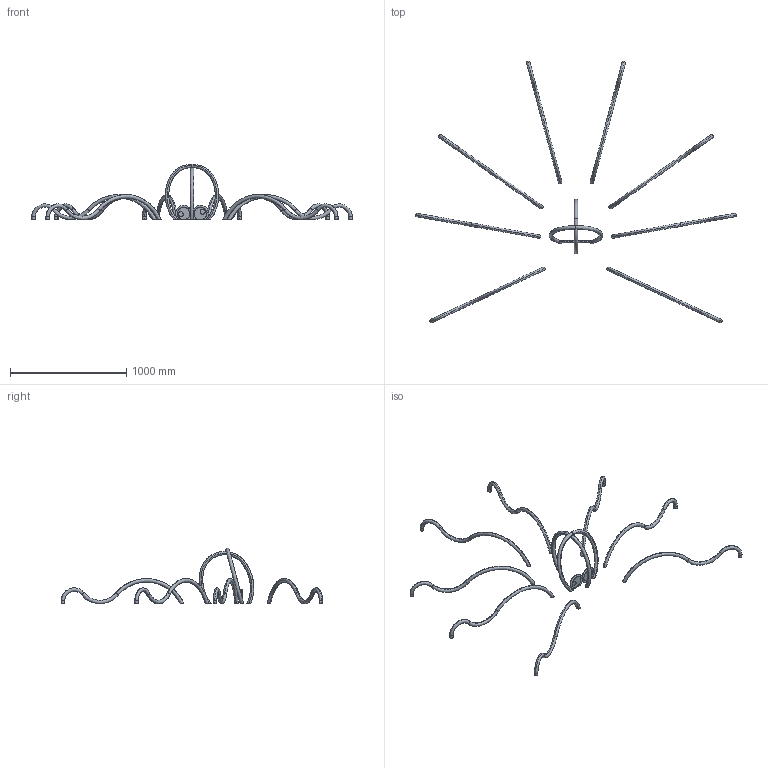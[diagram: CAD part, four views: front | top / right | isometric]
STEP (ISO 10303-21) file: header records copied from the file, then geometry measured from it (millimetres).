
FILE_DESCRIPTION(/* description */ (''),/* implementation_level */ '2;1');
FILE_NAME(/* name */ '68949be6-8cdd-43a7-a198-07ffbda235a5',/* time_stamp */ '2025-06-13T13:26:56+02:00',/* author */ (''),/* organization */ (''),/* preprocessor_version */ 'ST-DEVELOPER v16.5',/* originating_system */ '',/* authorisation */ '');
FILE_SCHEMA (('CONFIG_CONTROL_DESIGN'));
Length unit declared in the file: millimetre
Products named in the file (1): Document
Bounding box: 2754.83 x 2246.59 x 479.63 mm (x, y, z)
Volume: 7823067.3 mm3; surface area: 1313908 mm2
Topology: 17 solids, 22 shells, 141 faces, 248 edges, 148 vertices
Faces by surface type: bspline 92, plane 41, cylinder 8
Entity records: 28488 total; most frequent: CARTESIAN_POINT 26813, ORIENTED_EDGE 482, EDGE_CURVE 248, VERTEX_POINT 148, EDGE_LOOP 145, ADVANCED_FACE 141, FACE_OUTER_BOUND 141, B_SPLINE_CURVE_WITH_KNOTS 80
